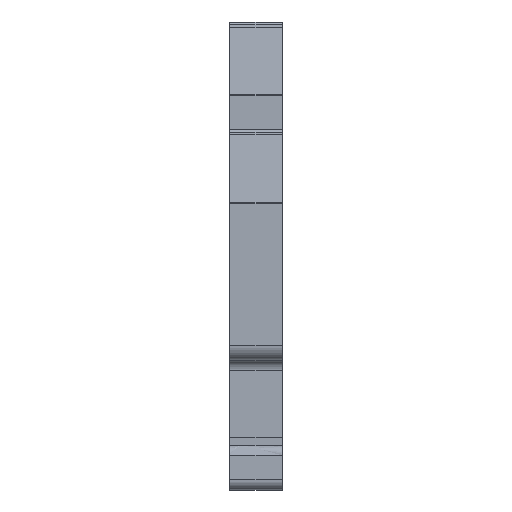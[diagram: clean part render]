
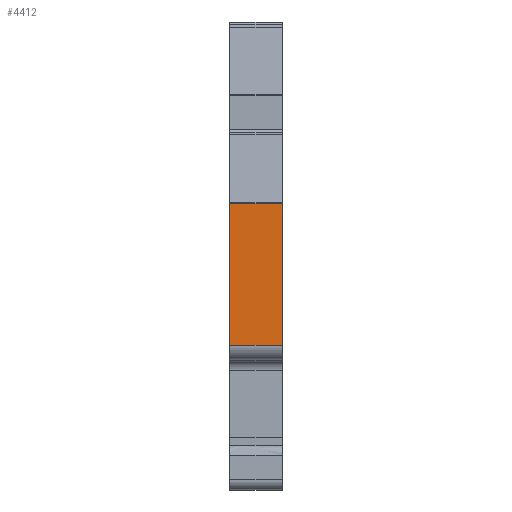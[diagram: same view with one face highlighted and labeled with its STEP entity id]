
A CAD part, left-side view. The second image highlights one B-rep face of the part: STEP entity #4412.
In plain terms, the highlighted planar face has unit normal (-1, 0, 0).
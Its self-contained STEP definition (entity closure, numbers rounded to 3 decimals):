
#1938=CARTESIAN_POINT('',(-32.905,5.2,8.25));
#1939=VERTEX_POINT('',#1938);
#1957=CARTESIAN_POINT('',(-32.905,0.,8.25));
#1958=VERTEX_POINT('',#1957);
#1966=CARTESIAN_POINT('',(-32.905,5.2,8.25));
#1967=DIRECTION('',(0.,-1.,0.));
#1968=VECTOR('',#1967,5.2);
#1969=LINE('',#1966,#1968);
#1970=EDGE_CURVE('',#1939,#1958,#1969,.T.);
#3046=CARTESIAN_POINT('',(-32.905,5.2,22.205));
#3047=VERTEX_POINT('',#3046);
#3048=CARTESIAN_POINT('',(-32.905,5.2,8.25));
#3049=DIRECTION('',(0.,0.,1.));
#3050=VECTOR('',#3049,13.955);
#3051=LINE('',#3048,#3050);
#3052=EDGE_CURVE('',#1939,#3047,#3051,.T.);
#3776=CARTESIAN_POINT('',(-32.905,0.,22.205));
#3777=VERTEX_POINT('',#3776);
#3785=CARTESIAN_POINT('',(-32.905,0.,8.25));
#3786=DIRECTION('',(0.,0.,1.));
#3787=VECTOR('',#3786,13.955);
#3788=LINE('',#3785,#3787);
#3789=EDGE_CURVE('',#1958,#3777,#3788,.T.);
#4079=CARTESIAN_POINT('',(-32.905,0.,22.205));
#4080=DIRECTION('',(0.,1.,0.));
#4081=VECTOR('',#4080,5.2);
#4082=LINE('',#4079,#4081);
#4083=EDGE_CURVE('',#3777,#3047,#4082,.T.);
#4401=CARTESIAN_POINT('',(-32.905,2.6,15.228));
#4402=DIRECTION('',(0.,0.,-1.));
#4403=DIRECTION('',(1.,-0.,0.));
#4404=AXIS2_PLACEMENT_3D('',#4401,#4403,#4402);
#4405=PLANE('',#4404);
#4406=ORIENTED_EDGE('',*,*,#1970,.F.);
#4407=ORIENTED_EDGE('',*,*,#3052,.T.);
#4408=ORIENTED_EDGE('',*,*,#4083,.F.);
#4409=ORIENTED_EDGE('',*,*,#3789,.F.);
#4410=EDGE_LOOP('',(#4406,#4407,#4408,#4409));
#4411=FACE_OUTER_BOUND('',#4410,.F.);
#4412=ADVANCED_FACE('F7541',(#4411),#4405,.F.);
